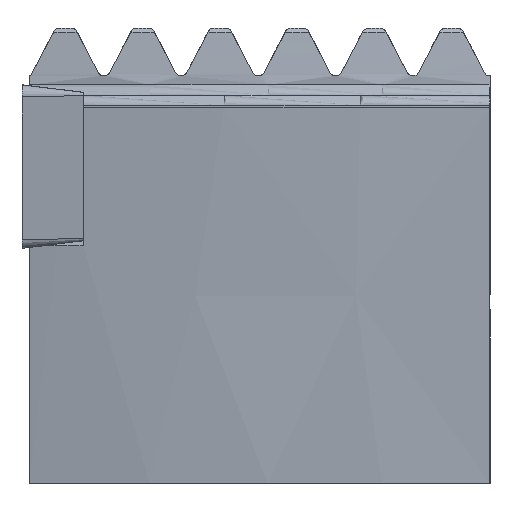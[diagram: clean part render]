
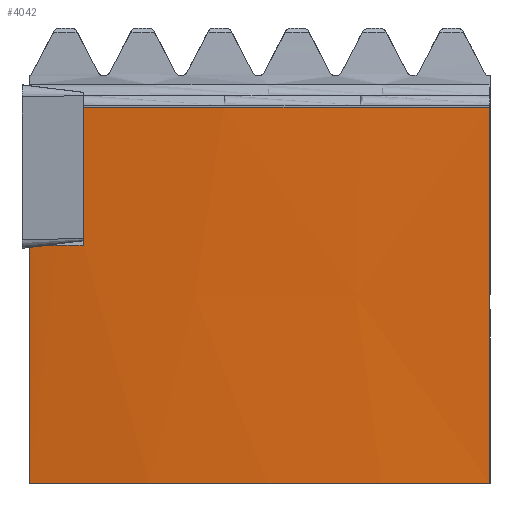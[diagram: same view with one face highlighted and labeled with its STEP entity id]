
A CAD part, left-side view. The second image highlights one B-rep face of the part: STEP entity #4042.
In plain terms, the highlighted conical face has half-angle 10 degrees and reference radius 77.53 mm.
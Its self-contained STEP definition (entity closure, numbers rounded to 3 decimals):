
#1636=VERTEX_POINT('NONE',#4682);
#1692=VERTEX_POINT('NONE',#4746);
#1890=EDGE_CURVE('NONE',#2834,#3832,#4959,.T.);
#2222=EDGE_CURVE('NONE',#3832,#2280,#5325,.T.);
#2280=VERTEX_POINT('NONE',#5387);
#2300=EDGE_CURVE('NONE',#3198,#3524,#5408,.F.);
#2834=VERTEX_POINT('NONE',#5986);
#2842=EDGE_CURVE('NONE',#1636,#3524,#5994,.T.);
#3198=VERTEX_POINT('NONE',#6389);
#3360=EDGE_CURVE('NONE',#3198,#2280,#6563,.T.);
#3514=EDGE_CURVE('NONE',#1692,#1636,#6732,.T.);
#3524=VERTEX_POINT('NONE',#6742);
#3794=EDGE_CURVE('NONE',#1692,#2834,#7039,.T.);
#3832=VERTEX_POINT('NONE',#7079);
#4042=ADVANCED_FACE('NONE',(#7313),#7314,.T.);
#4682=CARTESIAN_POINT('',(15.613,-36.36,-31.0));
#4746=CARTESIAN_POINT('',(9.721,-36.36,-1.742));
#4959=(B_SPLINE_CURVE(2,(#8876,#8877,#8878),.UNSPECIFIED.,.F.,.F.)B_SPLINE_CURVE_WITH_KNOTS((3,3),(1.265,12.15),.UNSPECIFIED.)RATIONAL_B_SPLINE_CURVE((1.,1.,1.))BOUNDED_CURVE()REPRESENTATION_ITEM('')GEOMETRIC_REPRESENTATION_ITEM()CURVE());
#5325=ELLIPSE('',#9904,75.286,75.286);
#5387=CARTESIAN_POINT('',(2.721,-2.06,-12.461));
#5408=LINE('',#10073,#10074);
#5986=CARTESIAN_POINT('',(0.938,-4.76,-1.742));
#5994=CIRCLE('',#11533,72.029);
#6389=CARTESIAN_POINT('',(2.733,-0.56,-12.632));
#6563=ELLIPSE('',#13113,75.769,75.267);
#6732=(B_SPLINE_CURVE(2,(#13678,#13679,#13680),.UNSPECIFIED.,.F.,.F.)B_SPLINE_CURVE_WITH_KNOTS((3,3),(1.23,31.072),.UNSPECIFIED.)RATIONAL_B_SPLINE_CURVE((1.,1.001,1.))BOUNDED_CURVE()REPRESENTATION_ITEM('')GEOMETRIC_REPRESENTATION_ITEM()CURVE());
#6742=CARTESIAN_POINT('',(5.971,-0.56,-31.0));
#7039=CIRCLE('',#14450,77.188);
#7079=CARTESIAN_POINT('',(2.831,-4.76,-12.461));
#7313=FACE_OUTER_BOUND('',#14947,.T.);
#7314=CONICAL_SURFACE('',#14948,77.53,0.175);
#8876=CARTESIAN_POINT('',(0.938,-4.76,-1.742));
#8877=CARTESIAN_POINT('',(1.896,-4.76,-7.168));
#8878=CARTESIAN_POINT('',(2.831,-4.76,-12.461));
#9904=AXIS2_PLACEMENT_3D('',#17323,#17324,#17325);
#10073=CARTESIAN_POINT('',(4.352,-0.56,-21.816));
#10074=VECTOR('',#17401,1.0);
#11533=AXIS2_PLACEMENT_3D('',#17984,#17985,#17986);
#13113=AXIS2_PLACEMENT_3D('',#18589,#18590,#18591);
#13678=CARTESIAN_POINT('',(9.721,-36.36,-1.742));
#13679=CARTESIAN_POINT('',(12.769,-36.36,-17.031));
#13680=CARTESIAN_POINT('',(15.613,-36.36,-31.));
#14450=AXIS2_PLACEMENT_3D('',#19118,#19119,#19120);
#14947=EDGE_LOOP('',(#19451,#19452,#19453,#19454,#19455,#19456,#19457));
#14948=AXIS2_PLACEMENT_3D('',#19458,#19459,#19460);
#17323=CARTESIAN_POINT('',(77.988,-0.36,-12.527));
#17324=DIRECTION('',(-0.001,0.,-1.));
#17325=DIRECTION('',(1.,0.,-0.001));
#17401=DIRECTION('',(-0.174,0.,0.985));
#17984=CARTESIAN_POINT('',(78.0,-0.36,-31.0));
#17985=DIRECTION('',(0.,0.,-1.0));
#17986=DIRECTION('',(0.,-1.0,0.));
#18589=CARTESIAN_POINT('',(77.988,-1.872,-12.548));
#18590=DIRECTION('',(0.001,0.113,0.994));
#18591=DIRECTION('',(0.008,0.994,-0.113));
#19118=CARTESIAN_POINT('',(78.0,-0.36,-1.742));
#19119=DIRECTION('',(0.,0.,-1.0));
#19120=DIRECTION('',(0.,-1.0,0.));
#19451=ORIENTED_EDGE('',*,*,#3514,.F.);
#19452=ORIENTED_EDGE('',*,*,#3794,.T.);
#19453=ORIENTED_EDGE('',*,*,#1890,.T.);
#19454=ORIENTED_EDGE('',*,*,#2222,.T.);
#19455=ORIENTED_EDGE('',*,*,#3360,.F.);
#19456=ORIENTED_EDGE('',*,*,#2300,.T.);
#19457=ORIENTED_EDGE('',*,*,#2842,.F.);
#19458=CARTESIAN_POINT('',(78.0,-0.36,0.197));
#19459=DIRECTION('',(0.,0.,1.0));
#19460=DIRECTION('',(0.,-1.0,0.));
